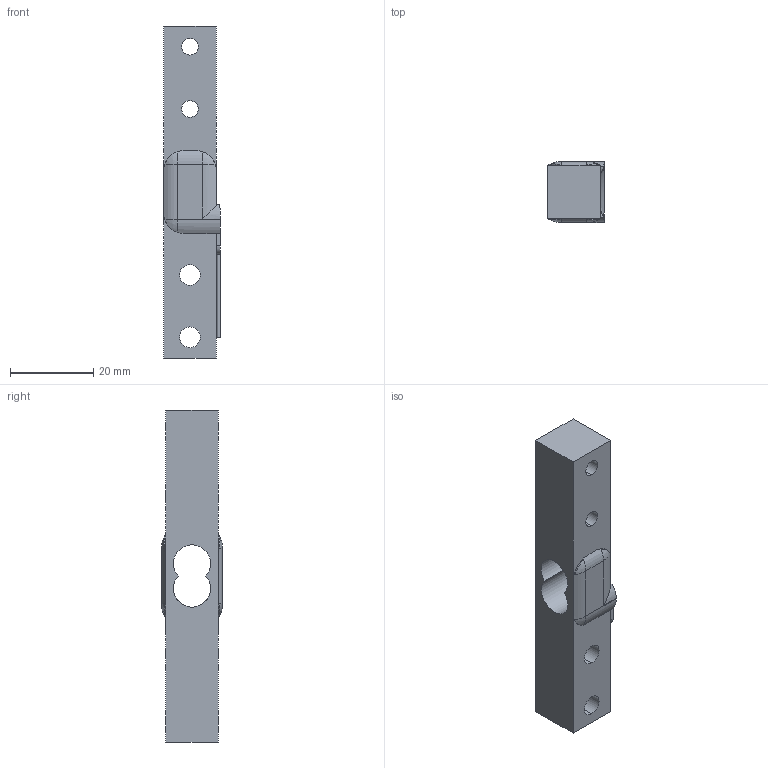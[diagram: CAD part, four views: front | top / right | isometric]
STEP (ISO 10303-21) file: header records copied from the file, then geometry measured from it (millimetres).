
FILE_DESCRIPTION( (''), '2;1');
FILE_NAME ('Loadcell_straight_bar_10kg_20Kg.stp','2021-03-02T15:54:55',(''),(''),'spGate 15.6.6','','');
FILE_SCHEMA (('AUTOMOTIVE_DESIGN'));
Length unit declared in the file: millimetre
Products named in the file (7): Assembly; Loadcell_straight_bar_10kg_20Kg-prt0; Loadcell_straight_bar_10kg_20Kg-prt1; Loadcell_straight_bar_10kg_20Kg-prt2; Loadcell_straight_bar_10kg_20Kg-prt3; Loadcell_straight_bar_10kg_20Kg-prt4; Loadcell_straight_bar_10kg_20Kg-prt5
Assembly tree (6 placements, depth 2):
  Assembly
    Loadcell_straight_bar_10kg_20Kg-prt0
    Loadcell_straight_bar_10kg_20Kg-prt1
    Loadcell_straight_bar_10kg_20Kg-prt2
    Loadcell_straight_bar_10kg_20Kg-prt3
    Loadcell_straight_bar_10kg_20Kg-prt4
    Loadcell_straight_bar_10kg_20Kg-prt5
Bounding box: 13.7 x 14.7 x 80 mm (x, y, z)
Volume: 11176.6 mm3; surface area: 6744.8 mm2
Topology: 6 solids, 6 shells, 68 faces, 158 edges, 102 vertices
Faces by surface type: cylinder 38, plane 23, sphere 6, bspline 1
Entity records: 3578 total; most frequent: CARTESIAN_POINT 542, DIRECTION 348, ORIENTED_EDGE 316, COLOUR_RGB 232, PRESENTATION_STYLE_ASSIGNMENT 232, STYLED_ITEM 232, EDGE_CURVE 158, DRAUGHTING_PRE_DEFINED_CURVE_FONT 158
